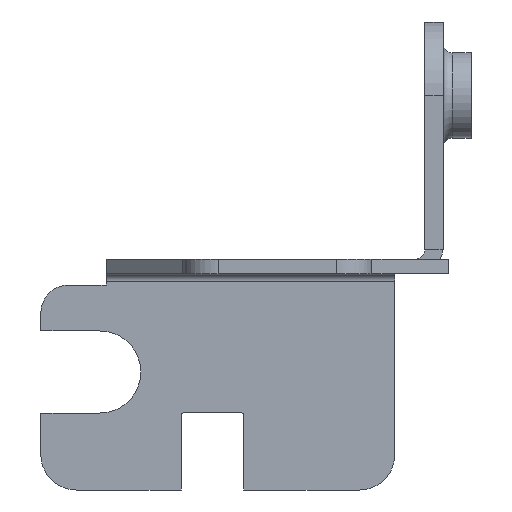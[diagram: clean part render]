
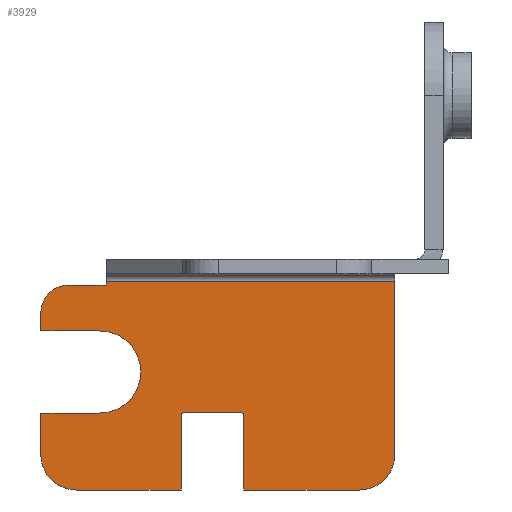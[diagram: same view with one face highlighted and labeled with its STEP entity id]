
A CAD part, front view. The second image highlights one B-rep face of the part: STEP entity #3929.
In plain terms, the highlighted planar face has unit normal (0, -1, 0).
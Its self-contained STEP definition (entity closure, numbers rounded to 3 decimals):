
#191=PLANE('',#4167);
#365=FACE_OUTER_BOUND('',#555,.T.);
#555=EDGE_LOOP('',(#3226,#3227,#3228,#3229,#3230,#3231,#3232,#3233,#3234,
#3235,#3236,#3237,#3238,#3239,#3240,#3241,#3242,#3243,#3244));
#655=CIRCLE('',#4140,1.91);
#657=CIRCLE('',#4145,2.21);
#659=CIRCLE('',#4150,0.2);
#661=CIRCLE('',#4154,0.2);
#663=CIRCLE('',#4159,1.91);
#665=CIRCLE('',#4165,1.5);
#1107=LINE('',#8405,#1565);
#1110=LINE('',#8411,#1568);
#1114=LINE('',#8423,#1572);
#1117=LINE('',#8429,#1575);
#1122=LINE('',#8444,#1580);
#1125=LINE('',#8453,#1583);
#1128=LINE('',#8459,#1586);
#1132=LINE('',#8471,#1590);
#1136=LINE('',#8480,#1594);
#1141=LINE('',#8489,#1599);
#1142=LINE('',#8496,#1600);
#1143=LINE('',#8497,#1601);
#1144=LINE('',#8498,#1602);
#1565=VECTOR('',#4927,10.);
#1568=VECTOR('',#4932,10.);
#1572=VECTOR('',#4944,10.);
#1575=VECTOR('',#4949,10.);
#1580=VECTOR('',#4962,10.);
#1583=VECTOR('',#4973,10.);
#1586=VECTOR('',#4978,10.);
#1590=VECTOR('',#4990,10.);
#1594=VECTOR('',#4996,10.);
#1599=VECTOR('',#5003,10.);
#1600=VECTOR('',#5012,10.);
#1601=VECTOR('',#5013,10.);
#1602=VECTOR('',#5014,10.);
#1949=VERTEX_POINT('',#8395);
#1950=VERTEX_POINT('',#8396);
#1953=VERTEX_POINT('',#8404);
#1955=VERTEX_POINT('',#8410);
#1957=VERTEX_POINT('',#8416);
#1959=VERTEX_POINT('',#8422);
#1961=VERTEX_POINT('',#8428);
#1963=VERTEX_POINT('',#8434);
#1964=VERTEX_POINT('',#8435);
#1967=VERTEX_POINT('',#8443);
#1969=VERTEX_POINT('',#8452);
#1971=VERTEX_POINT('',#8458);
#1973=VERTEX_POINT('',#8464);
#1975=VERTEX_POINT('',#8470);
#1977=VERTEX_POINT('',#8476);
#1979=VERTEX_POINT('',#8479);
#1982=VERTEX_POINT('',#8486);
#1983=VERTEX_POINT('',#8494);
#1984=VERTEX_POINT('',#8495);
#2462=EDGE_CURVE('',#1949,#1950,#655,.T.);
#2466=EDGE_CURVE('',#1950,#1953,#1107,.T.);
#2469=EDGE_CURVE('',#1953,#1955,#1110,.T.);
#2472=EDGE_CURVE('',#1955,#1957,#657,.T.);
#2475=EDGE_CURVE('',#1959,#1949,#1114,.T.);
#2478=EDGE_CURVE('',#1961,#1959,#1117,.T.);
#2481=EDGE_CURVE('',#1963,#1964,#659,.T.);
#2485=EDGE_CURVE('',#1964,#1967,#1122,.T.);
#2488=EDGE_CURVE('',#1967,#1961,#661,.T.);
#2490=EDGE_CURVE('',#1969,#1963,#1125,.T.);
#2493=EDGE_CURVE('',#1971,#1969,#1128,.T.);
#2496=EDGE_CURVE('',#1973,#1971,#663,.T.);
#2499=EDGE_CURVE('',#1957,#1975,#1132,.T.);
#2503=EDGE_CURVE('',#1977,#1979,#1136,.T.);
#2508=EDGE_CURVE('',#1975,#1982,#1141,.T.);
#2509=EDGE_CURVE('',#1982,#1977,#665,.T.);
#2511=EDGE_CURVE('',#1983,#1984,#1142,.T.);
#2512=EDGE_CURVE('',#1983,#1979,#1143,.T.);
#2513=EDGE_CURVE('',#1984,#1973,#1144,.T.);
#3226=ORIENTED_EDGE('',*,*,#2511,.F.);
#3227=ORIENTED_EDGE('',*,*,#2512,.T.);
#3228=ORIENTED_EDGE('',*,*,#2503,.F.);
#3229=ORIENTED_EDGE('',*,*,#2509,.F.);
#3230=ORIENTED_EDGE('',*,*,#2508,.F.);
#3231=ORIENTED_EDGE('',*,*,#2499,.F.);
#3232=ORIENTED_EDGE('',*,*,#2472,.F.);
#3233=ORIENTED_EDGE('',*,*,#2469,.F.);
#3234=ORIENTED_EDGE('',*,*,#2466,.F.);
#3235=ORIENTED_EDGE('',*,*,#2462,.F.);
#3236=ORIENTED_EDGE('',*,*,#2475,.F.);
#3237=ORIENTED_EDGE('',*,*,#2478,.F.);
#3238=ORIENTED_EDGE('',*,*,#2488,.F.);
#3239=ORIENTED_EDGE('',*,*,#2485,.F.);
#3240=ORIENTED_EDGE('',*,*,#2481,.F.);
#3241=ORIENTED_EDGE('',*,*,#2490,.F.);
#3242=ORIENTED_EDGE('',*,*,#2493,.F.);
#3243=ORIENTED_EDGE('',*,*,#2496,.F.);
#3244=ORIENTED_EDGE('',*,*,#2513,.F.);
#3929=ADVANCED_FACE('',(#365),#191,.T.);
#4140=AXIS2_PLACEMENT_3D('',#8397,#4919,#4920);
#4145=AXIS2_PLACEMENT_3D('',#8417,#4937,#4938);
#4150=AXIS2_PLACEMENT_3D('',#8436,#4954,#4955);
#4154=AXIS2_PLACEMENT_3D('',#8449,#4967,#4968);
#4159=AXIS2_PLACEMENT_3D('',#8465,#4983,#4984);
#4165=AXIS2_PLACEMENT_3D('',#8491,#5006,#5007);
#4167=AXIS2_PLACEMENT_3D('',#8493,#5010,#5011);
#4919=DIRECTION('center_axis',(0.,1.,0.));
#4920=DIRECTION('ref_axis',(-0.707,0.,-0.707));
#4927=DIRECTION('',(0.,0.,1.));
#4932=DIRECTION('',(1.,0.,0.));
#4937=DIRECTION('center_axis',(0.,-1.,0.));
#4938=DIRECTION('ref_axis',(0.,0.,
-1.));
#4944=DIRECTION('',(-1.,0.,0.));
#4949=DIRECTION('',(0.,0.,-1.));
#4954=DIRECTION('center_axis',(0.,-1.,0.));
#4955=DIRECTION('ref_axis',(0.707,0.,0.707));
#4962=DIRECTION('',(-1.,0.,0.));
#4967=DIRECTION('center_axis',(0.,-1.,0.));
#4968=DIRECTION('ref_axis',(-0.707,0.,0.707));
#4973=DIRECTION('',(0.,0.,1.));
#4978=DIRECTION('',(-1.,0.,0.));
#4983=DIRECTION('center_axis',(0.,1.,0.));
#4984=DIRECTION('ref_axis',(0.707,0.,-0.707));
#4990=DIRECTION('',(-1.,0.,0.));
#4996=DIRECTION('',(1.,0.,0.));
#5003=DIRECTION('',(0.,0.,1.));
#5006=DIRECTION('center_axis',(0.,1.,0.));
#5007=DIRECTION('ref_axis',(-0.707,0.,0.707));
#5010=DIRECTION('center_axis',(0.,-1.,0.));
#5011=DIRECTION('ref_axis',(-1.,0.,0.));
#5012=DIRECTION('',(1.,0.,0.));
#5013=DIRECTION('',(0.,0.,-1.));
#5014=DIRECTION('',(0.,0.,-1.));
#8395=CARTESIAN_POINT('',(-1.6,79.22,-11.43));
#8396=CARTESIAN_POINT('',(-3.51,79.22,-9.52));
#8397=CARTESIAN_POINT('Origin',(-1.6,79.22,-9.52));
#8404=CARTESIAN_POINT('',(-3.51,79.22,-7.29));
#8405=CARTESIAN_POINT('',(-3.51,79.22,-2.863));
#8410=CARTESIAN_POINT('',(-0.34,79.22,-7.29));
#8411=CARTESIAN_POINT('',(1.252,79.22,-7.29));
#8416=CARTESIAN_POINT('',(-0.34,79.22,-2.87));
#8417=CARTESIAN_POINT('Origin',(-0.34,79.22,-5.08));
#8422=CARTESIAN_POINT('',(4.05,79.22,-11.43));
#8423=CARTESIAN_POINT('',(1.252,79.22,-11.43));
#8428=CARTESIAN_POINT('',(4.05,79.22,-7.44));
#8429=CARTESIAN_POINT('',(4.05,79.22,-8.328));
#8434=CARTESIAN_POINT('',(7.404,79.22,-7.44));
#8435=CARTESIAN_POINT('',(7.204,79.22,-7.24));
#8436=CARTESIAN_POINT('Origin',(7.204,79.22,-7.44));
#8443=CARTESIAN_POINT('',(4.25,79.22,-7.24));
#8444=CARTESIAN_POINT('',(6.587,79.22,-7.24));
#8449=CARTESIAN_POINT('Origin',(4.25,79.22,-7.44));
#8452=CARTESIAN_POINT('',(7.404,79.22,-11.43));
#8453=CARTESIAN_POINT('',(7.404,79.22,-8.328));
#8458=CARTESIAN_POINT('',(13.63,79.22,-11.43));
#8459=CARTESIAN_POINT('',(1.252,79.22,-11.43));
#8464=CARTESIAN_POINT('',(15.54,79.22,-9.52));
#8465=CARTESIAN_POINT('Origin',(13.63,79.22,-9.52));
#8470=CARTESIAN_POINT('',(-3.51,79.22,-2.87));
#8471=CARTESIAN_POINT('',(2.837,79.22,-2.87));
#8476=CARTESIAN_POINT('',(-2.01,79.22,-0.4));
#8479=CARTESIAN_POINT('',(0.,79.22,-0.4));
#8480=CARTESIAN_POINT('',(1.252,79.22,-0.4));
#8486=CARTESIAN_POINT('',(-3.51,79.22,-1.9));
#8489=CARTESIAN_POINT('',(-3.51,79.22,-0.3));
#8491=CARTESIAN_POINT('Origin',(-2.01,79.22,-1.9));
#8493=CARTESIAN_POINT('Origin',(6.015,79.22,-5.227));
#8494=CARTESIAN_POINT('',(0.,79.22,-0.2));
#8495=CARTESIAN_POINT('',(15.54,79.22,-0.2));
#8496=CARTESIAN_POINT('',(12.859,79.22,-0.2));
#8497=CARTESIAN_POINT('',(0.,79.22,1.142));
#8498=CARTESIAN_POINT('',(15.54,79.22,-0.25));
